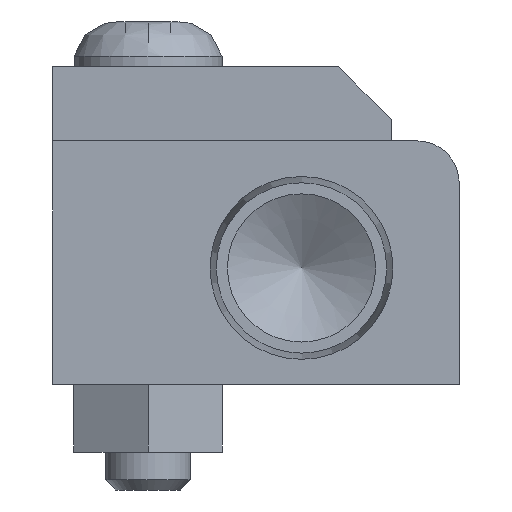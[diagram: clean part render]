
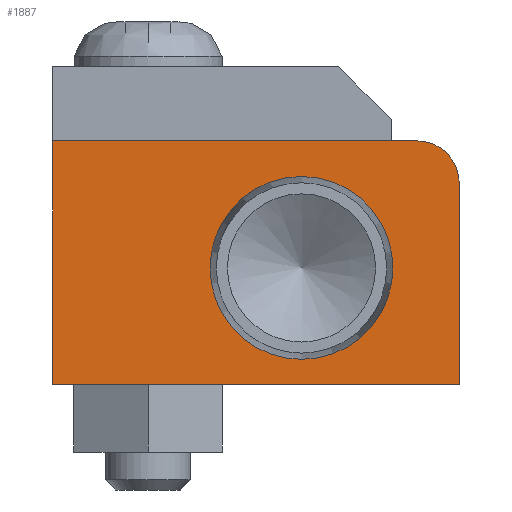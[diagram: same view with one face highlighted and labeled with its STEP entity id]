
A CAD part, left-side view. The second image highlights one B-rep face of the part: STEP entity #1887.
In plain terms, the highlighted planar face has unit normal (-1, 0, 0).
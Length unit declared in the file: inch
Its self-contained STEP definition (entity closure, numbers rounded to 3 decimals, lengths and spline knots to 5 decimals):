
#954=CARTESIAN_POINT('',(-39.27551,6.89185,0.46326));
#955=VERTEX_POINT('',#954);
#956=CARTESIAN_POINT('',(-39.27551,6.89185,0.19326));
#957=DIRECTION('',(1.0,0.0,0.0));
#958=DIRECTION('',(0.0,0.0,1.0));
#959=AXIS2_PLACEMENT_3D('',#956,#957,#958);
#960=CIRCLE('',#959,0.27);
#961=EDGE_CURVE('',#955,#955,#960,.T.);
#1619=CARTESIAN_POINT('',(-39.27551,6.55122,0.56851));
#1620=VERTEX_POINT('',#1619);
#1627=CARTESIAN_POINT('',(-39.27551,6.42622,0.44351));
#1628=VERTEX_POINT('',#1627);
#1629=CARTESIAN_POINT('',(-39.27551,6.55122,0.44351));
#1630=DIRECTION('',(1.0,0.,0.));
#1631=DIRECTION('',(0.,-0.707,0.707));
#1632=AXIS2_PLACEMENT_3D('',#1629,#1630,#1631);
#1633=CIRCLE('',#1632,0.125);
#1634=EDGE_CURVE('',#1620,#1628,#1633,.T.);
#1658=CARTESIAN_POINT('',(-39.27551,7.62622,0.56851));
#1659=VERTEX_POINT('',#1658);
#1666=CARTESIAN_POINT('',(-39.27551,7.62622,0.56851));
#1667=DIRECTION('',(0.0,-1.0,0.0));
#1668=VECTOR('',#1667,1.075);
#1669=LINE('',#1666,#1668);
#1670=EDGE_CURVE('',#1659,#1620,#1669,.T.);
#1737=CARTESIAN_POINT('',(-39.27551,7.62622,-0.15049));
#1738=VERTEX_POINT('',#1737);
#1745=CARTESIAN_POINT('',(-39.27551,7.62622,-0.15049));
#1746=DIRECTION('',(0.0,0.0,1.0));
#1747=VECTOR('',#1746,0.719);
#1748=LINE('',#1745,#1747);
#1749=EDGE_CURVE('',#1738,#1659,#1748,.T.);
#1768=CARTESIAN_POINT('',(-39.27551,6.42622,-0.15049));
#1769=VERTEX_POINT('',#1768);
#1776=CARTESIAN_POINT('',(-39.27551,6.42622,-0.15049));
#1777=DIRECTION('',(0.0,1.0,0.0));
#1778=VECTOR('',#1777,1.2);
#1779=LINE('',#1776,#1778);
#1780=EDGE_CURVE('',#1769,#1738,#1779,.T.);
#1846=CARTESIAN_POINT('',(-39.27551,6.42622,0.44351));
#1847=DIRECTION('',(0.0,0.0,-1.0));
#1848=VECTOR('',#1847,0.594);
#1849=LINE('',#1846,#1848);
#1850=EDGE_CURVE('',#1628,#1769,#1849,.T.);
#1872=CARTESIAN_POINT('',(-39.27551,7.03511,0.20353));
#1873=DIRECTION('',(1.0,0.0,0.0));
#1874=DIRECTION('',(0.0,1.0,0.0));
#1875=AXIS2_PLACEMENT_3D('',#1872,#1873,#1874);
#1876=PLANE('',#1875);
#1877=ORIENTED_EDGE('',*,*,#1850,.F.);
#1878=ORIENTED_EDGE('',*,*,#1634,.F.);
#1879=ORIENTED_EDGE('',*,*,#1670,.F.);
#1880=ORIENTED_EDGE('',*,*,#1749,.F.);
#1881=ORIENTED_EDGE('',*,*,#1780,.F.);
#1882=EDGE_LOOP('',(#1877,#1878,#1879,#1880,#1881));
#1883=FACE_OUTER_BOUND('',#1882,.T.);
#1884=ORIENTED_EDGE('',*,*,#961,.T.);
#1885=EDGE_LOOP('',(#1884));
#1886=FACE_BOUND('',#1885,.T.);
#1887=ADVANCED_FACE('',(#1883,#1886),#1876,.F.);
